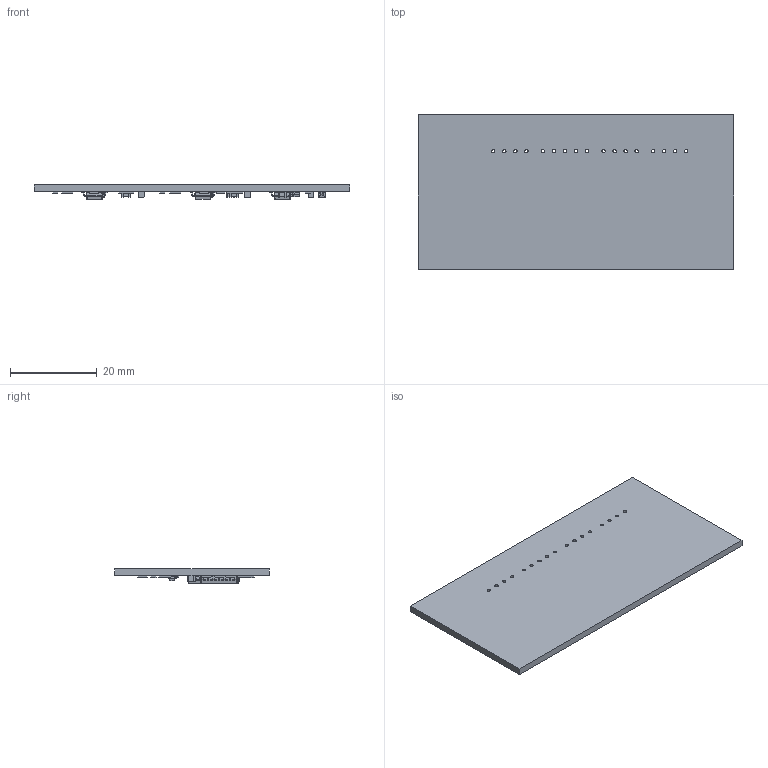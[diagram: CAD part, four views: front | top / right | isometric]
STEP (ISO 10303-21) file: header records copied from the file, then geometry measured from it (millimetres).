
FILE_DESCRIPTION(('FreeCAD Model'),'2;1');
FILE_NAME( 'Signal1.step', '2018-05-28T03:12:37',('kicad StepUp'),('ksu MCAD'), 'Open CASCADE STEP processor 7.2','FreeCAD','Unknown');
FILE_SCHEMA(('AUTOMOTIVE_DESIGN { 1 0 10303 214 1 1 1 1 }'));
Length unit declared in the file: millimetre
Products named in the file (51): Signal; Board_Geoms; Pcb; Step_Models; Bot; R_0805_2012Metric_; C_0805_2012Metric_; C_0805_2012Metric_001; C_0805_2012Metric_002; C_0805_2012Metric_003; C_0805_2012Metric_004; C_0805_2012Metric_005; C_0805_2012Metric_006; C_0805_2012Metric_007; C_0805_2012Metric_008; C_0805_2012Metric_009; D_SOD_123_; SOT_23_; R_0805_2012Metric_001; R_0805_2012Metric_002; R_0805_2012Metric_003; R_0805_2012Metric_004; R_0805_2012Metric_005; R_0805_2012Metric_006; R_0805_2012Metric_007; R_0805_2012Metric_008; R_0805_2012Metric_009; R_0805_2012Metric_010; R_0805_2012Metric_011; R_0805_2012Metric_012; R_0805_2012Metric_013; R_0805_2012Metric_014; R_0805_2012Metric_015; R_0805_2012Metric_016; R_0805_2012Metric_017; R_0805_2012Metric_018; R_0805_2012Metric_019; R_0805_2012Metric_020; R_0805_2012Metric_021; R_0805_2012Metric_022 ...
Assembly tree (50 placements, depth 4):
  Signal
    Board_Geoms
      Pcb
    Step_Models
      Bot
        R_0805_2012Metric_
        C_0805_2012Metric_
        C_0805_2012Metric_001
        C_0805_2012Metric_002
        C_0805_2012Metric_003
        C_0805_2012Metric_004
        C_0805_2012Metric_005
        C_0805_2012Metric_006
        C_0805_2012Metric_007
        C_0805_2012Metric_008
        C_0805_2012Metric_009
        D_SOD_123_
        SOT_23_
        R_0805_2012Metric_001
        R_0805_2012Metric_002
        R_0805_2012Metric_003
        R_0805_2012Metric_004
        R_0805_2012Metric_005
        R_0805_2012Metric_006
        R_0805_2012Metric_007
        R_0805_2012Metric_008
        R_0805_2012Metric_009
        R_0805_2012Metric_010
        R_0805_2012Metric_011
        R_0805_2012Metric_012
        R_0805_2012Metric_013
        R_0805_2012Metric_014
        R_0805_2012Metric_015
        R_0805_2012Metric_016
        R_0805_2012Metric_017
        R_0805_2012Metric_018
        R_0805_2012Metric_019
        R_0805_2012Metric_020
        R_0805_2012Metric_021
        R_0805_2012Metric_022
        R_0805_2012Metric_023
        R_0805_2012Metric_024
        R_0805_2012Metric_025
        SOIC_14_39x87mm_P127mm_
        R_0805_2012Metric_026
        R_0805_2012Metric_027
        R_0805_2012Metric_028
        R_0805_2012Metric_029
        R_0805_2012Metric_030
        SOIC_14_39x87mm_P127mm_001
        SOIC_14_39x87mm_P127mm_002
Bounding box: 72.64 x 35.56 x 3.35 mm (x, y, z)
Volume: 4353.4 mm3; surface area: 6365.8 mm2
Topology: 47 solids, 47 shells, 1990 faces, 5174 edges, 3302 vertices
Faces by surface type: plane 1247, cylinder 576, bspline 167
Full cylindrical faces by diameter (mm): 0.6 x3, 0.762 x17
Entity records: 74696 total; most frequent: CARTESIAN_POINT 11178, ORIENTED_EDGE 10348, DIRECTION 9914, EDGE_CURVE 5174, LINE 3862, VECTOR 3862, VERTEX_POINT 3302, AXIS2_PLACEMENT_3D 3026
